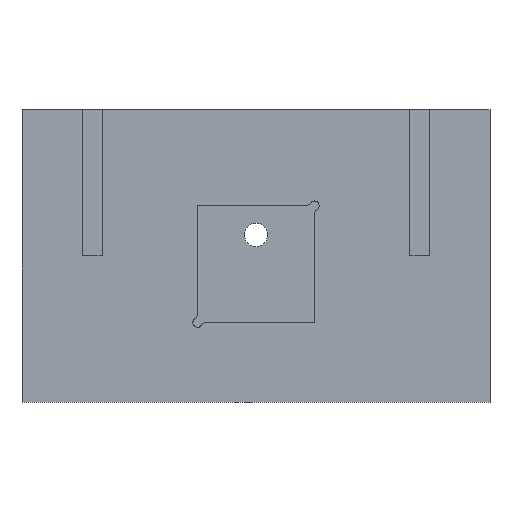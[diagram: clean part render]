
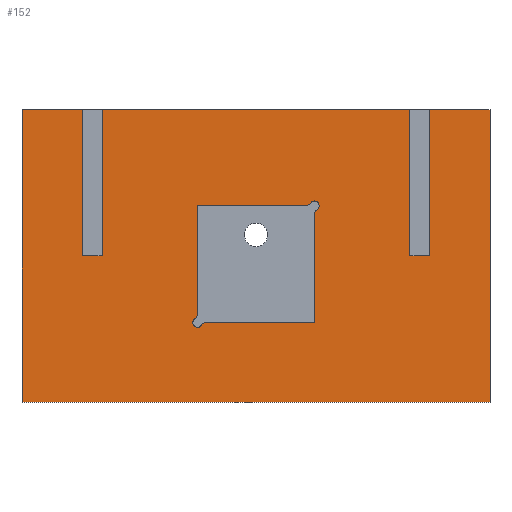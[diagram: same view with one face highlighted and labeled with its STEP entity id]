
A CAD part, top view. The second image highlights one B-rep face of the part: STEP entity #152.
In plain terms, the highlighted planar face has unit normal (0, 0, 1).
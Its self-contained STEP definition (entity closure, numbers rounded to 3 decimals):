
#152=ADVANCED_FACE('',(#307,#308),#309,.T.);
#307=FACE_BOUND('',#460,.T.);
#308=FACE_OUTER_BOUND('',#461,.T.);
#309=PLANE('',#462);
#460=EDGE_LOOP('',(#827,#828,#829,#830,#831,#832,#833,#834,#835,#836,#837,#838,#839,#840,#841,#842));
#461=EDGE_LOOP('',(#843,#844,#845,#846,#847,#848,#849,#850,#851,#852,#853,#854));
#462=AXIS2_PLACEMENT_3D('',#855,#856,#857);
#827=ORIENTED_EDGE('',*,*,#1057,.T.);
#828=ORIENTED_EDGE('',*,*,#1083,.T.);
#829=ORIENTED_EDGE('',*,*,#1010,.T.);
#830=ORIENTED_EDGE('',*,*,#1019,.T.);
#831=ORIENTED_EDGE('',*,*,#1005,.T.);
#832=ORIENTED_EDGE('',*,*,#930,.T.);
#833=ORIENTED_EDGE('',*,*,#1071,.T.);
#834=ORIENTED_EDGE('',*,*,#1044,.T.);
#835=ORIENTED_EDGE('',*,*,#1069,.T.);
#836=ORIENTED_EDGE('',*,*,#1066,.T.);
#837=ORIENTED_EDGE('',*,*,#993,.T.);
#838=ORIENTED_EDGE('',*,*,#967,.T.);
#839=ORIENTED_EDGE('',*,*,#980,.T.);
#840=ORIENTED_EDGE('',*,*,#1060,.T.);
#841=ORIENTED_EDGE('',*,*,#989,.T.);
#842=ORIENTED_EDGE('',*,*,#1084,.T.);
#843=ORIENTED_EDGE('',*,*,#956,.T.);
#844=ORIENTED_EDGE('',*,*,#1076,.T.);
#845=ORIENTED_EDGE('',*,*,#947,.T.);
#846=ORIENTED_EDGE('',*,*,#1085,.T.);
#847=ORIENTED_EDGE('',*,*,#952,.T.);
#848=ORIENTED_EDGE('',*,*,#1003,.T.);
#849=ORIENTED_EDGE('',*,*,#1086,.T.);
#850=ORIENTED_EDGE('',*,*,#1087,.T.);
#851=ORIENTED_EDGE('',*,*,#1088,.T.);
#852=ORIENTED_EDGE('',*,*,#971,.T.);
#853=ORIENTED_EDGE('',*,*,#962,.T.);
#854=ORIENTED_EDGE('',*,*,#1089,.T.);
#855=CARTESIAN_POINT('',(200.0,125.0,0.));
#856=DIRECTION('',(0.0,0.0,1.0));
#857=DIRECTION('',(1.0,0.0,0.0));
#930=EDGE_CURVE('',#1102,#1106,#1108,.T.);
#947=EDGE_CURVE('',#1136,#1134,#1137,.T.);
#952=EDGE_CURVE('',#1145,#1143,#1146,.T.);
#956=EDGE_CURVE('',#1151,#1149,#1152,.T.);
#962=EDGE_CURVE('',#1155,#1160,#1162,.T.);
#967=EDGE_CURVE('',#1165,#1169,#1171,.T.);
#971=EDGE_CURVE('',#1173,#1155,#1177,.T.);
#980=EDGE_CURVE('',#1169,#1190,#1192,.T.);
#989=EDGE_CURVE('',#1207,#1205,#1208,.T.);
#993=EDGE_CURVE('',#1213,#1165,#1214,.T.);
#1003=EDGE_CURVE('',#1143,#1227,#1229,.T.);
#1005=EDGE_CURVE('',#1231,#1102,#1232,.T.);
#1010=EDGE_CURVE('',#1240,#1238,#1241,.T.);
#1019=EDGE_CURVE('',#1238,#1231,#1253,.T.);
#1044=EDGE_CURVE('',#1287,#1289,#1291,.T.);
#1057=EDGE_CURVE('',#1310,#1308,#1311,.T.);
#1060=EDGE_CURVE('',#1190,#1207,#1314,.T.);
#1066=EDGE_CURVE('',#1320,#1213,#1321,.T.);
#1069=EDGE_CURVE('',#1289,#1320,#1324,.T.);
#1071=EDGE_CURVE('',#1106,#1287,#1326,.T.);
#1076=EDGE_CURVE('',#1149,#1136,#1331,.T.);
#1083=EDGE_CURVE('',#1308,#1240,#1339,.T.);
#1084=EDGE_CURVE('',#1205,#1310,#1340,.T.);
#1085=EDGE_CURVE('',#1134,#1145,#1341,.T.);
#1086=EDGE_CURVE('',#1227,#1342,#1343,.T.);
#1087=EDGE_CURVE('',#1342,#1344,#1345,.T.);
#1088=EDGE_CURVE('',#1344,#1173,#1346,.T.);
#1089=EDGE_CURVE('',#1160,#1151,#1347,.T.);
#1102=VERTEX_POINT('',#1360);
#1106=VERTEX_POINT('',#1365);
#1108=CIRCLE('',#1368,4.);
#1134=VERTEX_POINT('',#1401);
#1136=VERTEX_POINT('',#1404);
#1137=LINE('',#1405,#1406);
#1143=VERTEX_POINT('',#1414);
#1145=VERTEX_POINT('',#1417);
#1146=LINE('',#1418,#1419);
#1149=VERTEX_POINT('',#1423);
#1151=VERTEX_POINT('',#1426);
#1152=LINE('',#1427,#1428);
#1155=VERTEX_POINT('',#1432);
#1160=VERTEX_POINT('',#1439);
#1162=LINE('',#1442,#1443);
#1165=VERTEX_POINT('',#1446);
#1169=VERTEX_POINT('',#1451);
#1171=CIRCLE('',#1454,5.);
#1173=VERTEX_POINT('',#1456);
#1177=LINE('',#1462,#1463);
#1190=VERTEX_POINT('',#1478);
#1192=CIRCLE('',#1481,4.);
#1205=VERTEX_POINT('',#1496);
#1207=VERTEX_POINT('',#1499);
#1208=CIRCLE('',#1500,5.);
#1213=VERTEX_POINT('',#1506);
#1214=CIRCLE('',#1507,5.);
#1227=VERTEX_POINT('',#1523);
#1229=LINE('',#1526,#1527);
#1231=VERTEX_POINT('',#1529);
#1232=CIRCLE('',#1530,4.);
#1238=VERTEX_POINT('',#1537);
#1240=VERTEX_POINT('',#1540);
#1241=CIRCLE('',#1541,5.);
#1253=CIRCLE('',#1555,5.);
#1287=VERTEX_POINT('',#1599);
#1289=VERTEX_POINT('',#1602);
#1291=CIRCLE('',#1605,5.);
#1308=VERTEX_POINT('',#1627);
#1310=VERTEX_POINT('',#1630);
#1311=LINE('',#1631,#1632);
#1314=CIRCLE('',#1636,4.);
#1320=VERTEX_POINT('',#1642);
#1321=LINE('',#1643,#1644);
#1324=LINE('',#1648,#1649);
#1326=CIRCLE('',#1651,5.);
#1331=LINE('',#1658,#1659);
#1339=LINE('',#1670,#1671);
#1340=CIRCLE('',#1672,5.);
#1341=LINE('',#1673,#1674);
#1342=VERTEX_POINT('',#1675);
#1343=LINE('',#1676,#1677);
#1344=VERTEX_POINT('',#1678);
#1345=LINE('',#1679,#1680);
#1346=LINE('',#1681,#1682);
#1347=LINE('',#1683,#1684);
#1360=CARTESIAN_POINT('',(252.828,170.828,0.));
#1365=CARTESIAN_POINT('',(252.222,164.674,0.0));
#1368=AXIS2_PLACEMENT_3D('',#1703,#1704,#1705);
#1401=CARTESIAN_POINT('',(331.5,250.0,0.0));
#1404=CARTESIAN_POINT('',(331.5,125.0,0.0));
#1405=CARTESIAN_POINT('',(331.5,156.25,0.0));
#1406=VECTOR('',#1726,1.0);
#1414=CARTESIAN_POINT('',(68.5,125.0,0.0));
#1417=CARTESIAN_POINT('',(68.5,250.0,0.0));
#1418=CARTESIAN_POINT('',(68.5,156.25,0.0));
#1419=VECTOR('',#1730,1.0);
#1423=CARTESIAN_POINT('',(348.5,125.0,0.0));
#1426=CARTESIAN_POINT('',(348.5,250.0,0.0));
#1427=CARTESIAN_POINT('',(348.5,156.25,0.0));
#1428=VECTOR('',#1733,1.0);
#1432=CARTESIAN_POINT('',(400.0,0.0,0.));
#1439=CARTESIAN_POINT('',(400.0,250.0,0.));
#1442=CARTESIAN_POINT('',(400.0,125.0,0.));
#1443=VECTOR('',#1738,1.0);
#1446=CARTESIAN_POINT('',(155.126,67.41,0.));
#1451=CARTESIAN_POINT('',(153.326,65.778,0.0));
#1454=AXIS2_PLACEMENT_3D('',#1744,#1745,#1746);
#1456=CARTESIAN_POINT('',(0.,0.0,0.));
#1462=CARTESIAN_POINT('',(200.0,0.0,0.));
#1463=VECTOR('',#1749,1.0);
#1478=CARTESIAN_POINT('',(147.172,65.172,0.));
#1481=AXIS2_PLACEMENT_3D('',#1759,#1760,#1761);
#1496=CARTESIAN_POINT('',(149.41,73.126,0.));
#1499=CARTESIAN_POINT('',(147.778,71.326,0.0));
#1500=AXIS2_PLACEMENT_3D('',#1774,#1775,#1776);
#1506=CARTESIAN_POINT('',(157.483,68.0,0.0));
#1507=AXIS2_PLACEMENT_3D('',#1781,#1782,#1783);
#1523=CARTESIAN_POINT('',(51.5,125.0,0.0));
#1526=CARTESIAN_POINT('',(130.0,125.0,0.0));
#1527=VECTOR('',#1797,1.0);
#1529=CARTESIAN_POINT('',(246.674,170.222,0.0));
#1530=AXIS2_PLACEMENT_3D('',#1798,#1799,#1800);
#1537=CARTESIAN_POINT('',(244.874,168.59,0.));
#1540=CARTESIAN_POINT('',(242.517,168.0,0.0));
#1541=AXIS2_PLACEMENT_3D('',#1806,#1807,#1808);
#1555=AXIS2_PLACEMENT_3D('',#1823,#1824,#1825);
#1599=CARTESIAN_POINT('',(250.59,162.874,0.));
#1602=CARTESIAN_POINT('',(250.,160.517,0.0));
#1605=AXIS2_PLACEMENT_3D('',#1865,#1866,#1867);
#1627=CARTESIAN_POINT('',(150.0,168.0,0.0));
#1630=CARTESIAN_POINT('',(150.0,75.483,0.0));
#1631=CARTESIAN_POINT('',(150.0,123.371,0.));
#1632=VECTOR('',#1880,1.0);
#1636=AXIS2_PLACEMENT_3D('',#1882,#1883,#1884);
#1642=CARTESIAN_POINT('',(250.,68.0,0.0));
#1643=CARTESIAN_POINT('',(201.871,68.0,0.));
#1644=VECTOR('',#1888,1.0);
#1648=CARTESIAN_POINT('',(250.,119.629,0.));
#1649=VECTOR('',#1890,1.0);
#1651=AXIS2_PLACEMENT_3D('',#1891,#1892,#1893);
#1658=CARTESIAN_POINT('',(270.0,125.0,0.0));
#1659=VECTOR('',#1896,1.0);
#1670=CARTESIAN_POINT('',(198.129,168.0,0.));
#1671=VECTOR('',#1900,1.0);
#1672=AXIS2_PLACEMENT_3D('',#1901,#1902,#1903);
#1673=CARTESIAN_POINT('',(200.0,250.0,0.));
#1674=VECTOR('',#1904,1.0);
#1675=CARTESIAN_POINT('',(51.5,250.0,0.0));
#1676=CARTESIAN_POINT('',(51.5,156.25,0.0));
#1677=VECTOR('',#1905,1.0);
#1678=CARTESIAN_POINT('',(0.,250.0,0.));
#1679=CARTESIAN_POINT('',(200.0,250.0,0.));
#1680=VECTOR('',#1906,1.0);
#1681=CARTESIAN_POINT('',(0.,125.0,0.));
#1682=VECTOR('',#1907,1.0);
#1683=CARTESIAN_POINT('',(200.0,250.0,0.));
#1684=VECTOR('',#1908,1.0);
#1703=CARTESIAN_POINT('',(250.,168.0,0.));
#1704=DIRECTION('',(0.0,0.0,-1.0));
#1705=DIRECTION('',(0.707,0.707,0.0));
#1726=DIRECTION('',(0.0,1.0,0.0));
#1730=DIRECTION('',(0.0,-1.0,0.0));
#1733=DIRECTION('',(0.0,-1.0,0.0));
#1738=DIRECTION('',(0.0,1.0,0.0));
#1744=CARTESIAN_POINT('',(157.483,63.0,0.));
#1745=DIRECTION('',(0.0,0.0,1.0));
#1746=DIRECTION('',(-0.471,0.882,0.0));
#1749=DIRECTION('',(1.0,0.0,0.0));
#1759=CARTESIAN_POINT('',(150.0,68.0,0.));
#1760=DIRECTION('',(-0.0,0.0,-1.0));
#1761=DIRECTION('',(-0.707,-0.707,0.0));
#1774=CARTESIAN_POINT('',(145.0,75.483,0.));
#1775=DIRECTION('',(0.0,0.0,1.0));
#1776=DIRECTION('',(0.882,-0.471,0.0));
#1781=CARTESIAN_POINT('',(157.483,63.0,0.));
#1782=DIRECTION('',(0.0,0.0,1.0));
#1783=DIRECTION('',(-0.471,0.882,0.0));
#1797=DIRECTION('',(-1.0,0.0,0.0));
#1798=CARTESIAN_POINT('',(250.,168.0,0.));
#1799=DIRECTION('',(0.0,0.0,-1.0));
#1800=DIRECTION('',(0.707,0.707,0.0));
#1806=CARTESIAN_POINT('',(242.517,173.0,0.));
#1807=DIRECTION('',(0.0,0.0,1.0));
#1808=DIRECTION('',(0.471,-0.882,0.0));
#1823=CARTESIAN_POINT('',(242.517,173.0,0.));
#1824=DIRECTION('',(0.0,0.0,1.0));
#1825=DIRECTION('',(0.471,-0.882,0.0));
#1865=CARTESIAN_POINT('',(255.,160.517,0.));
#1866=DIRECTION('',(0.0,0.0,1.0));
#1867=DIRECTION('',(-0.882,0.471,0.0));
#1880=DIRECTION('',(0.,1.0,0.0));
#1882=CARTESIAN_POINT('',(150.0,68.0,0.));
#1883=DIRECTION('',(-0.0,0.0,-1.0));
#1884=DIRECTION('',(-0.707,-0.707,0.0));
#1888=DIRECTION('',(-1.0,0.0,0.0));
#1890=DIRECTION('',(0.0,-1.0,0.0));
#1891=CARTESIAN_POINT('',(255.,160.517,0.));
#1892=DIRECTION('',(0.0,0.0,1.0));
#1893=DIRECTION('',(-0.882,0.471,0.0));
#1896=DIRECTION('',(-1.0,0.0,0.0));
#1900=DIRECTION('',(1.0,0.0,0.0));
#1901=CARTESIAN_POINT('',(145.0,75.483,0.));
#1902=DIRECTION('',(0.0,0.0,1.0));
#1903=DIRECTION('',(0.882,-0.471,0.0));
#1904=DIRECTION('',(-1.0,0.0,0.0));
#1905=DIRECTION('',(0.0,1.0,0.0));
#1906=DIRECTION('',(-1.0,0.0,0.0));
#1907=DIRECTION('',(0.0,-1.0,0.0));
#1908=DIRECTION('',(-1.0,0.0,0.0));
